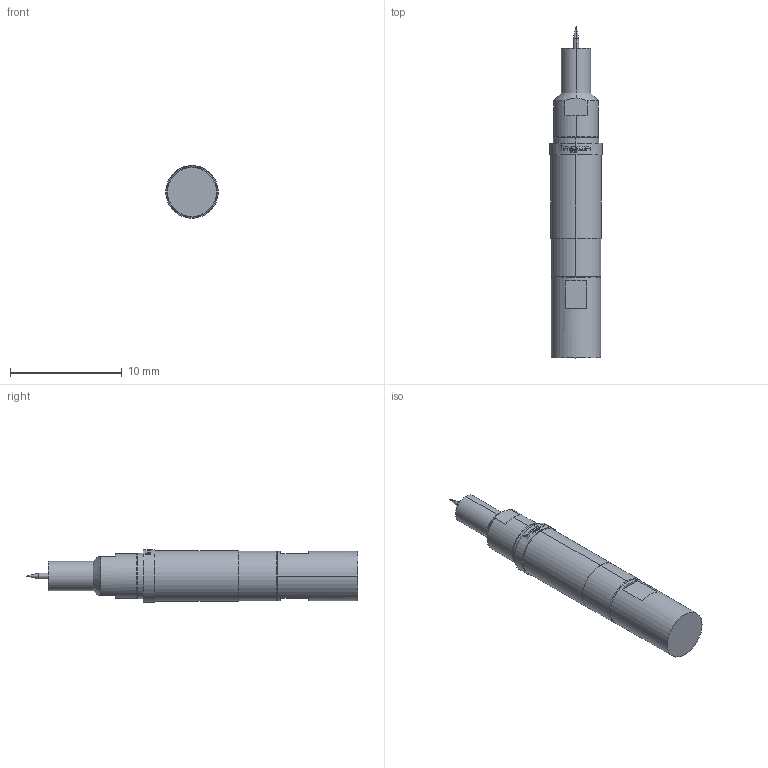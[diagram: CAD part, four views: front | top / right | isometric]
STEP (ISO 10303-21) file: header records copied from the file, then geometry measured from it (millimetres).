
FILE_DESCRIPTION (( 'STEP AP203' ), '1' );
FILE_NAME ('INGUN_HFS-4x0_201_051_A_xx02.STEP', '2022-04-26T12:24:13', ( 'ochi' ), ( '' ), 'SwSTEP 2.0', 'SolidWorks 2018', '' );
FILE_SCHEMA (( 'CONFIG_CONTROL_DESIGN' ));
Length unit declared in the file: millimetre
Products named in the file (1): INGUN_HFS-4x0_201_051_A_xx02
Bounding box: 4.7 x 29.7 x 4.7 mm (x, y, z)
Volume: 371.1 mm3; surface area: 401.5 mm2
Topology: 1 solids, 1 shells, 122 faces, 302 edges, 195 vertices
Faces by surface type: plane 47, bspline 35, cylinder 30, cone 10
Entity records: 4623 total; most frequent: CARTESIAN_POINT 2104, ORIENTED_EDGE 600, DIRECTION 334, EDGE_CURVE 300, B_SPLINE_CURVE_WITH_KNOTS 197, VERTEX_POINT 195, AXIS2_PLACEMENT_3D 143, EDGE_LOOP 137
